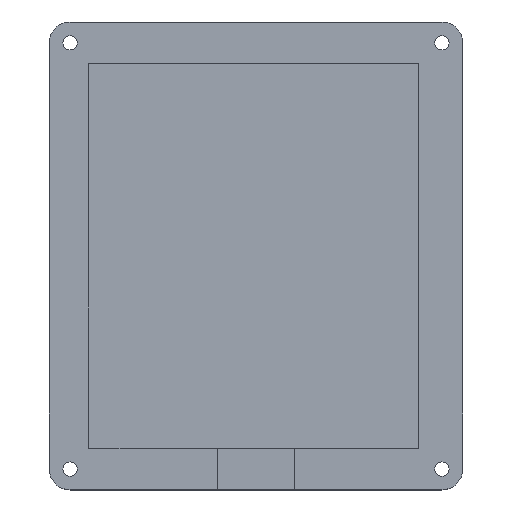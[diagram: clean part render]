
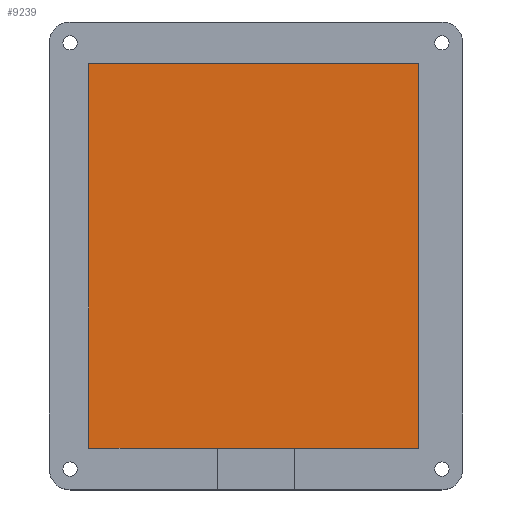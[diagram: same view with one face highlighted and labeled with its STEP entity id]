
A CAD part, top view. The second image highlights one B-rep face of the part: STEP entity #9239.
In plain terms, the highlighted planar face has unit normal (0, 0, 1).
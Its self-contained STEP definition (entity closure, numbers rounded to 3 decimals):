
#939=FACE_OUTER_BOUND('',#1488,.T.);
#1488=EDGE_LOOP('',(#7229,#7230,#7231,#7232));
#2319=LINE('',#15267,#3254);
#2320=LINE('',#15269,#3255);
#2321=LINE('',#15271,#3256);
#2322=LINE('',#15272,#3257);
#3254=VECTOR('',#10684,10.);
#3255=VECTOR('',#10685,10.);
#3256=VECTOR('',#10686,10.);
#3257=VECTOR('',#10687,10.);
#4324=VERTEX_POINT('',#15265);
#4325=VERTEX_POINT('',#15266);
#4326=VERTEX_POINT('',#15268);
#4327=VERTEX_POINT('',#15270);
#5396=EDGE_CURVE('',#4324,#4325,#2319,.T.);
#5397=EDGE_CURVE('',#4326,#4324,#2320,.T.);
#5398=EDGE_CURVE('',#4327,#4326,#2321,.T.);
#5399=EDGE_CURVE('',#4325,#4327,#2322,.T.);
#7229=ORIENTED_EDGE('',*,*,#5396,.F.);
#7230=ORIENTED_EDGE('',*,*,#5397,.F.);
#7231=ORIENTED_EDGE('',*,*,#5398,.F.);
#7232=ORIENTED_EDGE('',*,*,#5399,.F.);
#8864=PLANE('',#9716);
#9239=ADVANCED_FACE('',(#939),#8864,.T.);
#9716=AXIS2_PLACEMENT_3D('',#15264,#10682,#10683);
#10682=DIRECTION('center_axis',(0.,0.,1.));
#10683=DIRECTION('ref_axis',(1.,0.,0.));
#10684=DIRECTION('',(-1.,0.,0.));
#10685=DIRECTION('',(0.,-1.,0.));
#10686=DIRECTION('',(1.,0.,0.));
#10687=DIRECTION('',(0.,1.,0.));
#15264=CARTESIAN_POINT('Origin',(12.374,-16.167,3.));
#15265=CARTESIAN_POINT('',(51.874,-62.167,3.));
#15266=CARTESIAN_POINT('',(-27.126,-62.167,3.));
#15267=CARTESIAN_POINT('',(32.124,-62.167,3.));
#15268=CARTESIAN_POINT('',(51.874,29.833,3.));
#15269=CARTESIAN_POINT('',(51.874,6.833,3.));
#15270=CARTESIAN_POINT('',(-27.126,29.833,3.));
#15271=CARTESIAN_POINT('',(-7.376,29.833,3.));
#15272=CARTESIAN_POINT('',(-27.126,-39.167,3.));
